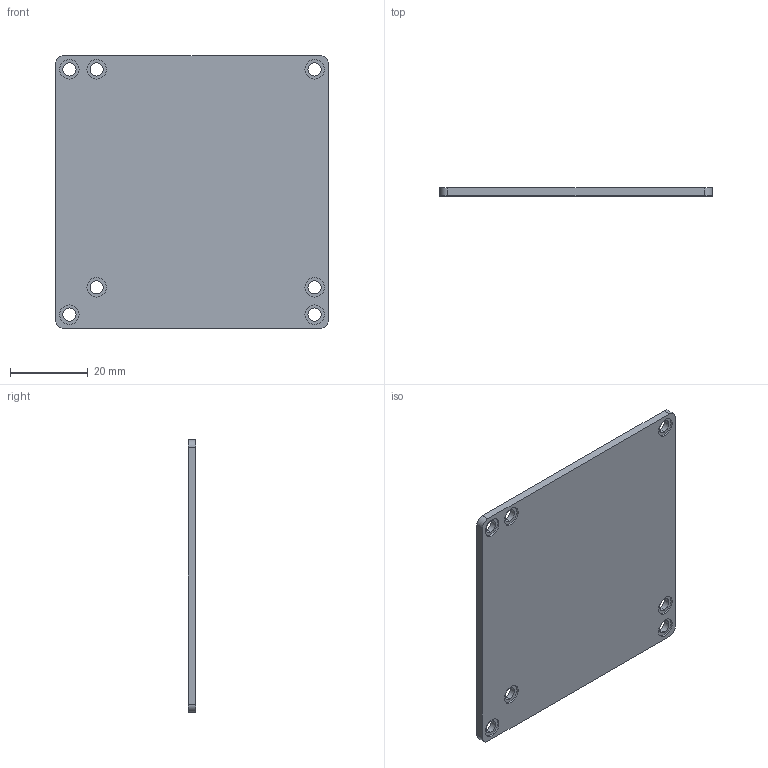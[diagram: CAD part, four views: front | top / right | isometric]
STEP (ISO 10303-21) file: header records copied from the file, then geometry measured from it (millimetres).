
FILE_DESCRIPTION (( 'STEP AP203' ), '1' );
FILE_NAME ('俋褲饜璃1.STEP', '2023-01-28T15:47:42', ( 'qiancaohua' ), ( ' ' ), 'SwSTEP 2.0', 'SolidWorks 2022', '' );
FILE_SCHEMA (( 'CONFIG_CONTROL_DESIGN' ));
Length unit declared in the file: millimetre
Products named in the file (1): 俋褲饜璃1
Bounding box: 70 x 2 x 70 mm (x, y, z)
Volume: 9629.1 mm3; surface area: 10386.3 mm2
Topology: 1 solids, 1 shells, 45 faces, 108 edges, 72 vertices
Faces by surface type: cylinder 32, plane 13
Entity records: 1451 total; most frequent: DIRECTION 264, CARTESIAN_POINT 226, ORIENTED_EDGE 216, AXIS2_PLACEMENT_3D 110, EDGE_CURVE 108, VERTEX_POINT 72, EDGE_LOOP 66, CIRCLE 64
